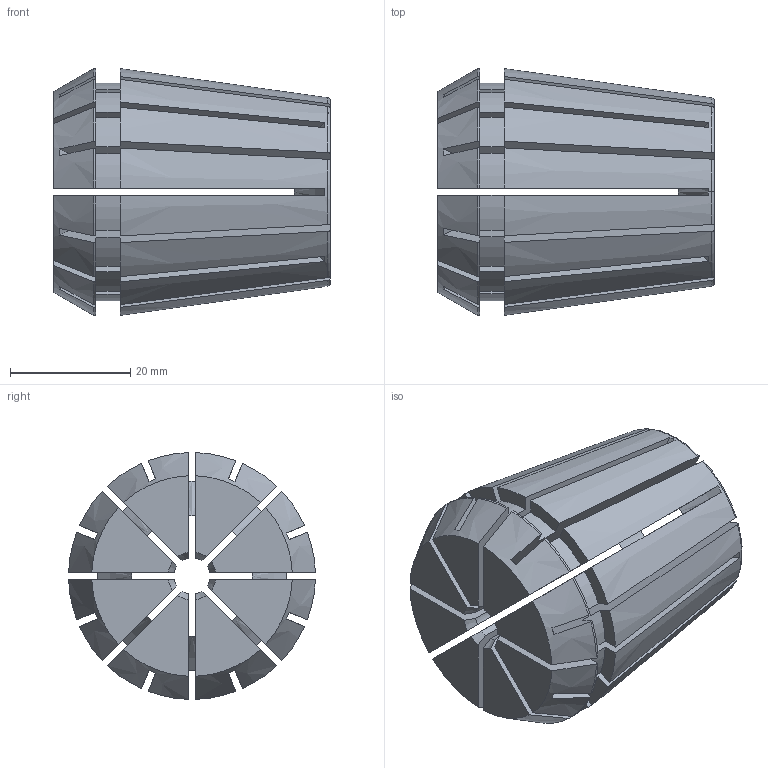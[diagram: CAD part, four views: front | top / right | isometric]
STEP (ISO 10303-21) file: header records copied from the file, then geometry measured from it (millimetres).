
FILE_DESCRIPTION (( 'STEP AP203' ), '1' );
FILE_NAME ('ER40-耳6-耳8.STEP', '2023-07-08T09:50:35', ( '' ), ( '' ), 'SwSTEP 2.0', 'SolidWorks 2012', '' );
FILE_SCHEMA (( 'CONFIG_CONTROL_DESIGN' ));
Length unit declared in the file: millimetre
Products named in the file (1): ER40-耳6-耳8
Bounding box: 46 x 40.98 x 40.98 mm (x, y, z)
Volume: 31623.8 mm3; surface area: 23041.3 mm2
Topology: 1 solids, 1 shells, 196 faces, 587 edges, 391 vertices
Faces by surface type: plane 80, cylinder 65, cone 42, torus 9
Entity records: 7064 total; most frequent: CARTESIAN_POINT 1853, ORIENTED_EDGE 1174, DIRECTION 1001, EDGE_CURVE 587, AXIS2_PLACEMENT_3D 395, VERTEX_POINT 391, LINE 211, VECTOR 211
